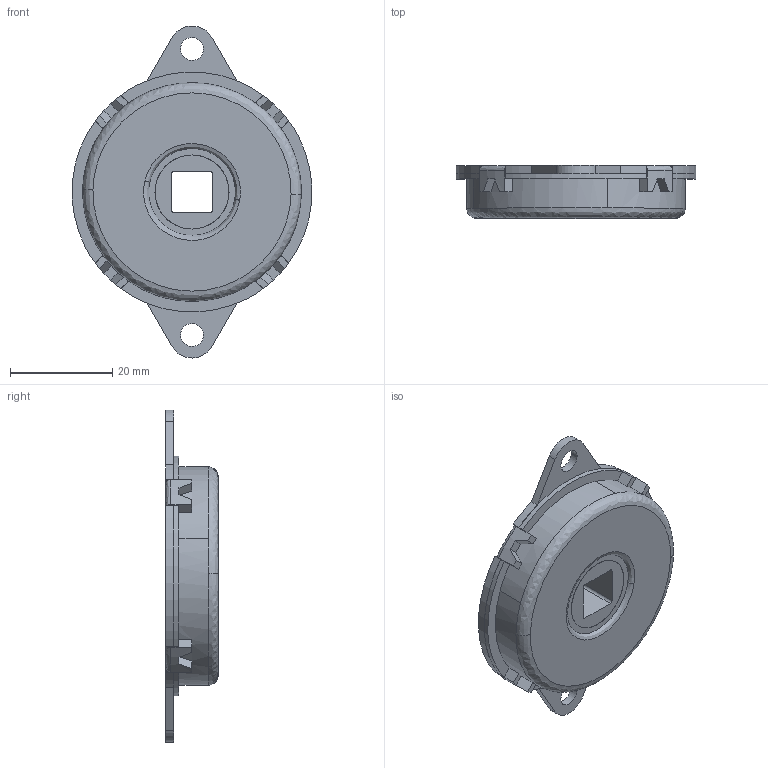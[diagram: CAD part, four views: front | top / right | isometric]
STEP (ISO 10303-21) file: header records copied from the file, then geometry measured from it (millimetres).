
FILE_DESCRIPTION((''),'2;1');
FILE_NAME('','2005-04-20T11:38:15',(''),(''),'','CADfix','');
FILE_SCHEMA(('AUTOMOTIVE_DESIGN'));
Length unit declared in the file: millimetre
Products named in the file (3): inner ring; body; TM_274A_20_LR_440_36
Assembly tree (2 placements, depth 2):
  TM_274A_20_LR_440_36
    inner ring
    body
Bounding box: 46.92 x 10.3 x 65 mm (x, y, z)
Volume: 14805 mm3; surface area: 6748.1 mm2
Topology: 2 solids, 2 shells, 118 faces, 362 edges, 254 vertices
Faces by surface type: bspline 118
Entity records: 4201 total; most frequent: CARTESIAN_POINT 2159, ORIENTED_EDGE 724, EDGE_CURVE 362, VERTEX_POINT 254, QUASI_UNIFORM_CURVE 162, EDGE_LOOP 132, FACE_OUTER_BOUND 118, ADVANCED_FACE 118
